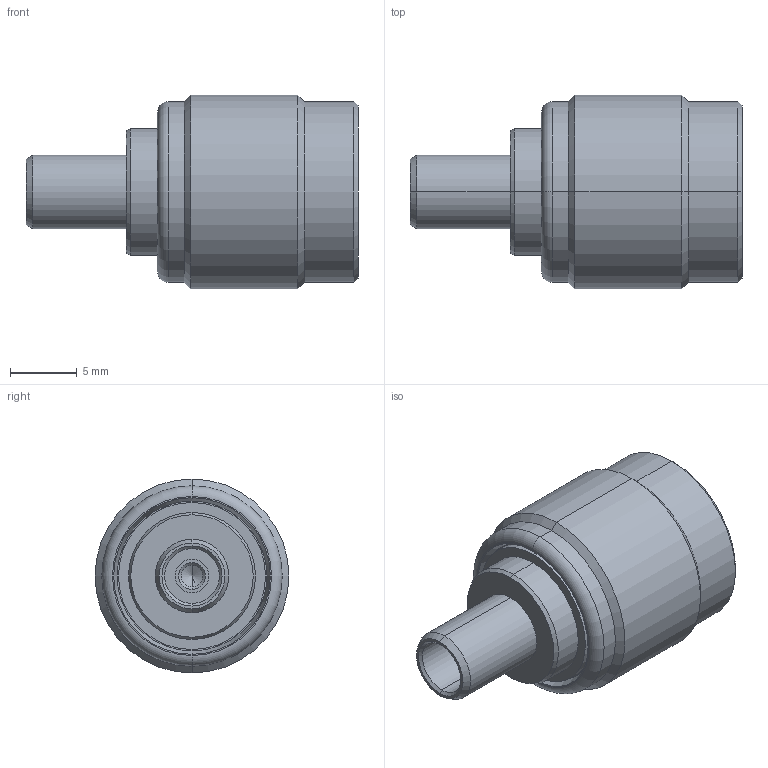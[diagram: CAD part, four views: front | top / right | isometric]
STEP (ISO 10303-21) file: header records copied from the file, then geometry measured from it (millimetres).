
FILE_DESCRIPTION (( 'STEP AP214' ), '1' );
FILE_NAME ('ARTP-1502.STEP', '2010-03-18T22:19:18', ( ' ' ), ( ' ' ), 'SwSTEP 2.0', 'SolidWorks 2008', '' );
FILE_SCHEMA (( 'AUTOMOTIVE_DESIGN' ));
Length unit declared in the file: inch
Products named in the file (1): ARTP-1502
Bounding box: 24.83 x 14.5 x 14.5 mm (x, y, z)
Volume: 1811.8 mm3; surface area: 2598.6 mm2
Topology: 1 solids, 1 shells, 136 faces, 294 edges, 173 vertices
Faces by surface type: cone 60, cylinder 40, plane 32, torus 4
Entity records: 4292 total; most frequent: DIRECTION 698, CARTESIAN_POINT 674, ORIENTED_EDGE 584, AXIS2_PLACEMENT_3D 293, EDGE_CURVE 292, VERTEX_POINT 173, CIRCLE 156, EDGE_LOOP 151
